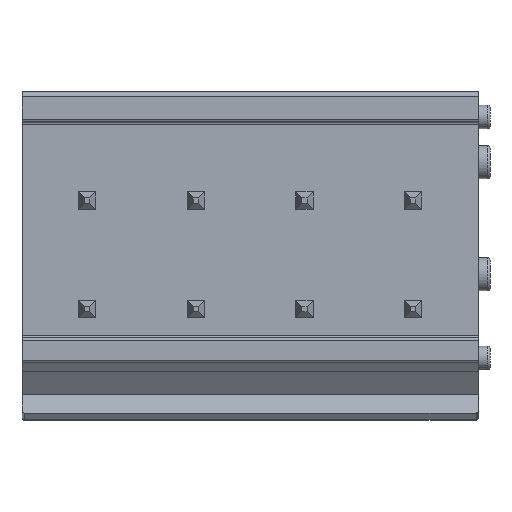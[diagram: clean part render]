
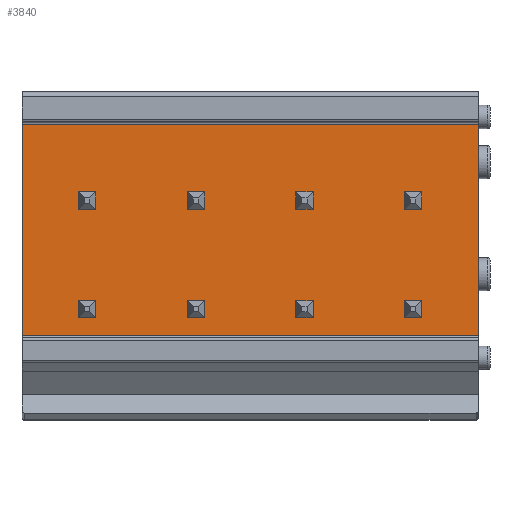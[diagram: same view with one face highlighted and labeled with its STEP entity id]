
A CAD part, front view. The second image highlights one B-rep face of the part: STEP entity #3840.
In plain terms, the highlighted planar face has unit normal (0, -1, 0).
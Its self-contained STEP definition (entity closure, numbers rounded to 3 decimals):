
#370=FACE_OUTER_BOUND('',#619,.T.);
#619=EDGE_LOOP('',(#2940,#2941,#2942,#2943));
#868=LINE('',#5794,#1287);
#962=LINE('',#6173,#1381);
#963=LINE('',#6177,#1382);
#964=LINE('',#6178,#1383);
#1287=VECTOR('',#4637,1000.);
#1381=VECTOR('',#4927,1000.);
#1382=VECTOR('',#4932,1000.);
#1383=VECTOR('',#4933,1000.);
#1696=VERTEX_POINT('',#5791);
#1697=VERTEX_POINT('',#5793);
#1796=VERTEX_POINT('',#6172);
#1797=VERTEX_POINT('',#6176);
#2077=EDGE_CURVE('',#1696,#1697,#868,.T.);
#2221=EDGE_CURVE('',#1697,#1796,#962,.T.);
#2223=EDGE_CURVE('',#1696,#1797,#963,.T.);
#2224=EDGE_CURVE('',#1797,#1796,#964,.T.);
#2940=ORIENTED_EDGE('',*,*,#2223,.T.);
#2941=ORIENTED_EDGE('',*,*,#2224,.T.);
#2942=ORIENTED_EDGE('',*,*,#2221,.F.);
#2943=ORIENTED_EDGE('',*,*,#2077,.F.);
#3628=PLANE('',#4190);
#3840=ADVANCED_FACE('',(#370),#3628,.F.);
#4190=AXIS2_PLACEMENT_3D('',#6175,#4930,#4931);
#4637=DIRECTION('',(0.,0.,-1.));
#4927=DIRECTION('',(-1.,0.,0.));
#4930=DIRECTION('center_axis',(0.,1.,0.));
#4931=DIRECTION('ref_axis',(0.,0.,1.));
#4932=DIRECTION('',(-1.,0.,0.));
#4933=DIRECTION('',(0.,0.,-1.));
#5791=CARTESIAN_POINT('',(18.,0.27,3.52));
#5793=CARTESIAN_POINT('',(18.,0.27,-6.201));
#5794=CARTESIAN_POINT('',(18.,0.27,3.52));
#6172=CARTESIAN_POINT('',(-3.,0.27,-6.201));
#6173=CARTESIAN_POINT('',(18.,0.27,-6.201));
#6175=CARTESIAN_POINT('Origin',(23.,0.27,3.52));
#6176=CARTESIAN_POINT('',(-3.,0.27,3.52));
#6177=CARTESIAN_POINT('',(18.,0.27,3.52));
#6178=CARTESIAN_POINT('',(-3.,0.27,3.52));
